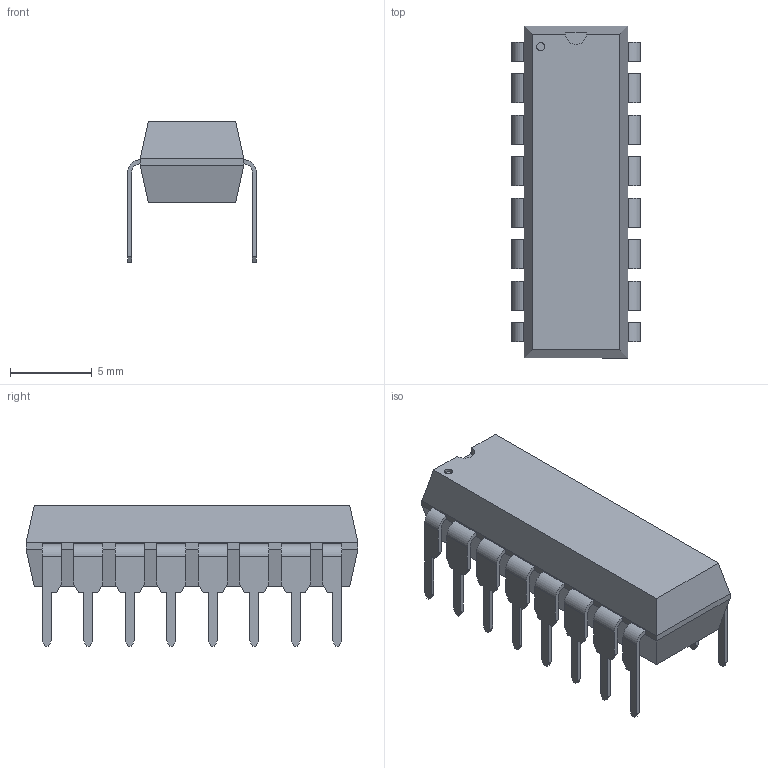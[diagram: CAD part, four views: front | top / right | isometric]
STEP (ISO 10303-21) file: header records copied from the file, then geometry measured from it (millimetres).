
FILE_DESCRIPTION((''),'2;1');
FILE_NAME('DIP16-300.stp','2008-10-14T13:05:18',(''),(''),'Mechanical Desktop 2009','Mechanical Desktop 2009',', , ');
FILE_SCHEMA(('AUTOMOTIVE_DESIGN { 1 2 10303 214 1 1 1 1 }'));
Length unit declared in the file: millimetre
Products named in the file (1): Product
Bounding box: 7.87 x 20.32 x 8.63 mm (x, y, z)
Volume: 605.5 mm3; surface area: 750.1 mm2
Topology: 17 solids, 17 shells, 297 faces, 776 edges, 514 vertices
Faces by surface type: plane 140, bspline 122, cylinder 35
Entity records: 9016 total; most frequent: CARTESIAN_POINT 1954, ORIENTED_EDGE 1552, DIRECTION 1198, EDGE_CURVE 776, VECTOR 706, LINE 706, VERTEX_POINT 514, EDGE_LOOP 298
